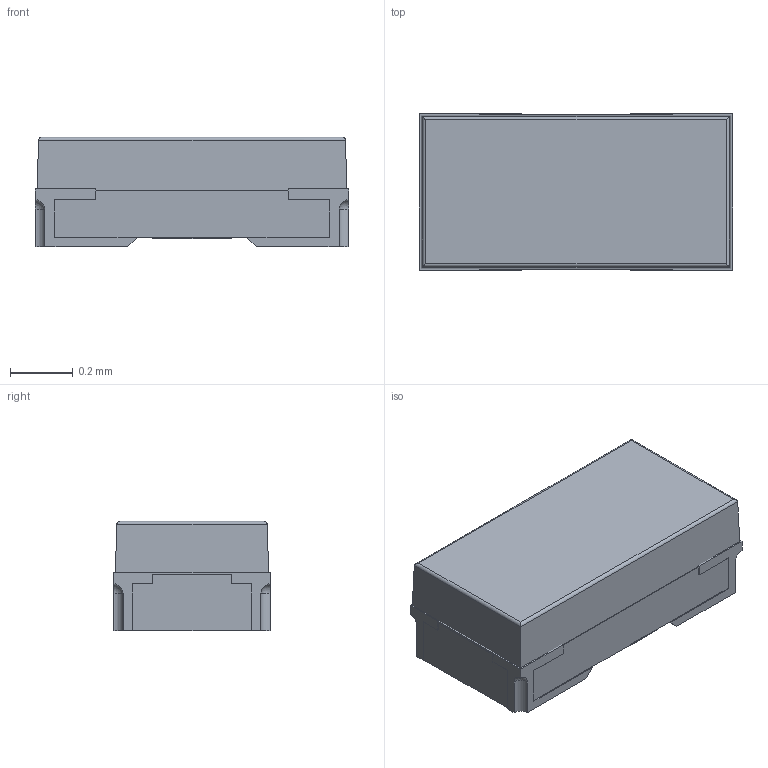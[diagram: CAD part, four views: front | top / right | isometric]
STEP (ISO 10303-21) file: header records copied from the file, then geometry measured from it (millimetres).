
FILE_DESCRIPTION (( 'STEP AP214' ), '1' );
FILE_NAME ('BF3CCD96-F588-42CF-878B-48911C4004F5.STEP', '2025-03-13T14:39:41', ( '' ), ( '' ), 'SwSTEP 2.0', 'SolidWorks 2022', '' );
FILE_SCHEMA (( 'AUTOMOTIVE_DESIGN' ));
Length unit declared in the file: millimetre
Products named in the file (1): BF3CCD96-F588-42CF-878B-48911C4004F5
Bounding box: 1 x 0.5 x 0.35 mm (x, y, z)
Surface area: 2.7 mm2 (no closed solid volume)
Topology: 0 solids, 6 shells, 152 faces, 386 edges, 244 vertices
Faces by surface type: plane 99, cylinder 31, cone 9, sphere 7, bspline 4, torus 2
Entity records: 6905 total; most frequent: CARTESIAN_POINT 1576, ORIENTED_EDGE 754, DIRECTION 733, EDGE_CURVE 379, LINE 285, VECTOR 285, VERTEX_POINT 244, AXIS2_PLACEMENT_3D 224
